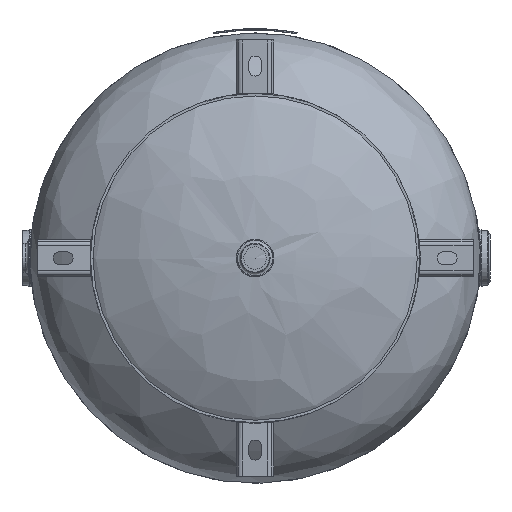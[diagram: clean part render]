
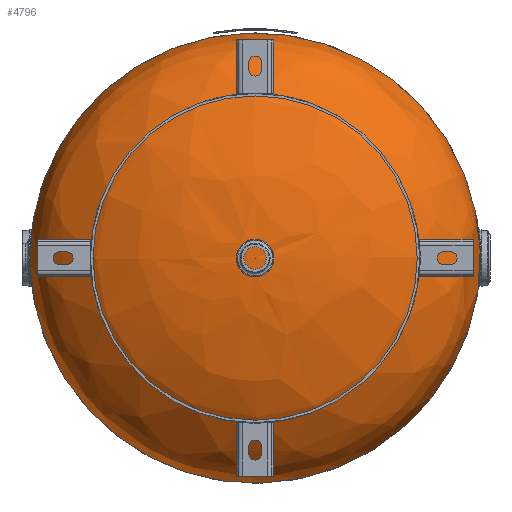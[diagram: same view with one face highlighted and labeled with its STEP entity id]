
A CAD part, front view. The second image highlights one B-rep face of the part: STEP entity #4796.
In plain terms, the highlighted free-form (B-spline) face has degree [2, 2] with [3, 9] control points.
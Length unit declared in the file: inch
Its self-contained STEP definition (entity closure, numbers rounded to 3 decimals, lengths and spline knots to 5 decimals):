
#1062=ELLIPSE('',#5224,12.,6.1175);
#1064=(
BOUNDED_SURFACE()
B_SPLINE_SURFACE(2,2,((#7097,#7098,#7099,#7100,#7101,#7102,#7103,#7104,
#7105),(#7106,#7107,#7108,#7109,#7110,#7111,#7112,#7113,#7114),(#7115,#7116,
#7117,#7118,#7119,#7120,#7121,#7122,#7123)),.UNSPECIFIED.,.F.,.T.,.F.)
B_SPLINE_SURFACE_WITH_KNOTS((3,3),(3,2,2,2,3),(0.,1.5708),
(0.,1.5708,3.14159,4.71239,6.28319),
 .UNSPECIFIED.)
GEOMETRIC_REPRESENTATION_ITEM()
RATIONAL_B_SPLINE_SURFACE(((1.,0.707,1.,0.707,1.,
0.707,1.,0.707,1.),(0.707,0.5,0.707,
0.5,0.707,0.5,0.707,0.5,0.707),(1.,
0.707,1.,0.707,1.,0.707,1.,0.707,
1.)))
REPRESENTATION_ITEM('')
SURFACE()
);
#1257=FACE_OUTER_BOUND('',#1564,.T.);
#1564=EDGE_LOOP('',(#3407,#3408,#3409));
#1958=CIRCLE('',#5219,12.);
#2219=VERTEX_POINT('',#7089);
#2222=VERTEX_POINT('',#7124);
#2708=EDGE_CURVE('',#2219,#2219,#1958,.T.);
#2711=EDGE_CURVE('',#2222,#2219,#1062,.T.);
#3407=ORIENTED_EDGE('',*,*,#2711,.T.);
#3408=ORIENTED_EDGE('',*,*,#2708,.F.);
#3409=ORIENTED_EDGE('',*,*,#2711,.F.);
#4796=ADVANCED_FACE('',(#1257),#1064,.T.);
#5219=AXIS2_PLACEMENT_3D('',#7090,#5758,#5759);
#5224=AXIS2_PLACEMENT_3D('',#7125,#5768,#5769);
#5758=DIRECTION('center_axis',(0.,-1.,0.));
#5759=DIRECTION('ref_axis',(1.,0.,0.));
#5768=DIRECTION('center_axis',(0.,0.,-1.));
#5769=DIRECTION('ref_axis',(1.,0.,0.));
#7089=CARTESIAN_POINT('',(12.,0.,0.));
#7090=CARTESIAN_POINT('Origin',(0.,0.,0.));
#7097=CARTESIAN_POINT('Ctrl Pts',(12.,0.,0.));
#7098=CARTESIAN_POINT('Ctrl Pts',(12.,0.,12.));
#7099=CARTESIAN_POINT('Ctrl Pts',(0.,0.,12.));
#7100=CARTESIAN_POINT('Ctrl Pts',(-12.,0.,12.));
#7101=CARTESIAN_POINT('Ctrl Pts',(-12.,0.,0.));
#7102=CARTESIAN_POINT('Ctrl Pts',(-12.,0.,-12.));
#7103=CARTESIAN_POINT('Ctrl Pts',(0.,0.,-12.));
#7104=CARTESIAN_POINT('Ctrl Pts',(12.,0.,-12.));
#7105=CARTESIAN_POINT('Ctrl Pts',(12.,0.,0.));
#7106=CARTESIAN_POINT('Ctrl Pts',(12.,6.1175,0.));
#7107=CARTESIAN_POINT('Ctrl Pts',(12.,6.1175,12.));
#7108=CARTESIAN_POINT('Ctrl Pts',(0.,6.1175,12.));
#7109=CARTESIAN_POINT('Ctrl Pts',(-12.,6.1175,12.));
#7110=CARTESIAN_POINT('Ctrl Pts',(-12.,6.1175,0.));
#7111=CARTESIAN_POINT('Ctrl Pts',(-12.,6.1175,-12.));
#7112=CARTESIAN_POINT('Ctrl Pts',(0.,6.1175,-12.));
#7113=CARTESIAN_POINT('Ctrl Pts',(12.,6.1175,-12.));
#7114=CARTESIAN_POINT('Ctrl Pts',(12.,6.1175,0.));
#7115=CARTESIAN_POINT('Ctrl Pts',(0.,6.1175,0.));
#7116=CARTESIAN_POINT('Ctrl Pts',(0.,6.1175,0.));
#7117=CARTESIAN_POINT('Ctrl Pts',(0.,6.1175,0.));
#7118=CARTESIAN_POINT('Ctrl Pts',(0.,6.1175,0.));
#7119=CARTESIAN_POINT('Ctrl Pts',(0.,6.1175,0.));
#7120=CARTESIAN_POINT('Ctrl Pts',(0.,6.1175,0.));
#7121=CARTESIAN_POINT('Ctrl Pts',(0.,6.1175,0.));
#7122=CARTESIAN_POINT('Ctrl Pts',(0.,6.1175,0.));
#7123=CARTESIAN_POINT('Ctrl Pts',(0.,6.1175,0.));
#7124=CARTESIAN_POINT('',(0.,6.1175,0.));
#7125=CARTESIAN_POINT('Origin',(0.,0.,0.));
